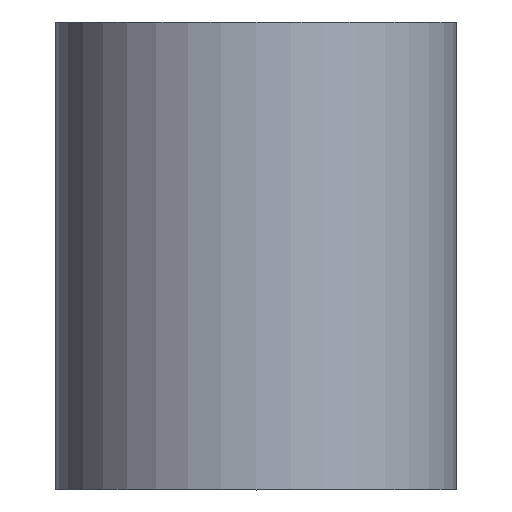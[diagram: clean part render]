
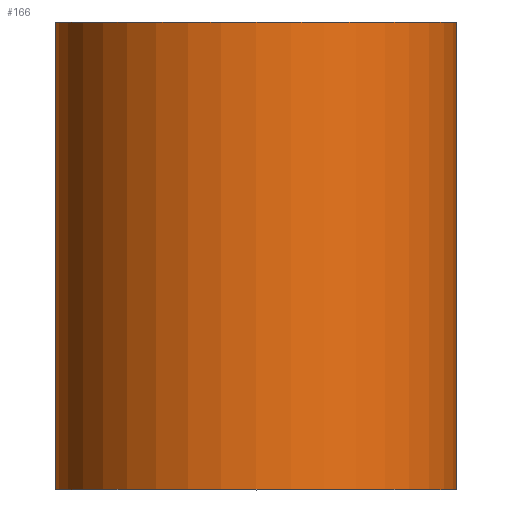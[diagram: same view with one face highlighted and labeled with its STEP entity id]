
A CAD part, top view. The second image highlights one B-rep face of the part: STEP entity #166.
In plain terms, the highlighted cylindrical face has radius 9.602 mm (diameter 19.204 mm), a full revolution.
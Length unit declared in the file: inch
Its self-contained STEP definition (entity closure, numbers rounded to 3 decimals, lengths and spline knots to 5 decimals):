
#17=CIRCLE('',#190,0.37803);
#18=CIRCLE('',#191,0.37803);
#19=CYLINDRICAL_SURFACE('',#189,0.37803);
#23=FACE_OUTER_BOUND('',#32,.T.);
#32=EDGE_LOOP('',(#125,#126,#127,#128));
#50=LINE('',#266,#69);
#69=VECTOR('',#219,0.37803);
#86=VERTEX_POINT('',#263);
#87=VERTEX_POINT('',#265);
#102=EDGE_CURVE('',#86,#86,#17,.F.);
#103=EDGE_CURVE('',#86,#87,#50,.T.);
#104=EDGE_CURVE('',#87,#87,#18,.T.);
#125=ORIENTED_EDGE('',*,*,#102,.F.);
#126=ORIENTED_EDGE('',*,*,#103,.T.);
#127=ORIENTED_EDGE('',*,*,#104,.F.);
#128=ORIENTED_EDGE('',*,*,#103,.F.);
#166=ADVANCED_FACE('',(#23),#19,.T.);
#189=AXIS2_PLACEMENT_3D('',#262,#215,#216);
#190=AXIS2_PLACEMENT_3D('',#264,#217,#218);
#191=AXIS2_PLACEMENT_3D('',#267,#220,#221);
#215=DIRECTION('center_axis',(0.,-1.,0.));
#216=DIRECTION('ref_axis',(1.,0.,0.));
#217=DIRECTION('center_axis',(0.,1.,0.));
#218=DIRECTION('ref_axis',(1.,0.,0.));
#219=DIRECTION('',(0.,1.,0.));
#220=DIRECTION('center_axis',(0.,1.,0.));
#221=DIRECTION('ref_axis',(1.,0.,0.));
#262=CARTESIAN_POINT('Origin',(1.405,1.1775,-1.505));
#263=CARTESIAN_POINT('',(1.02697,0.29543,-1.505));
#264=CARTESIAN_POINT('Origin',(1.405,0.29543,-1.505));
#265=CARTESIAN_POINT('',(1.02697,1.1775,-1.505));
#266=CARTESIAN_POINT('',(1.02697,1.1775,-1.505));
#267=CARTESIAN_POINT('Origin',(1.405,1.1775,-1.505));
